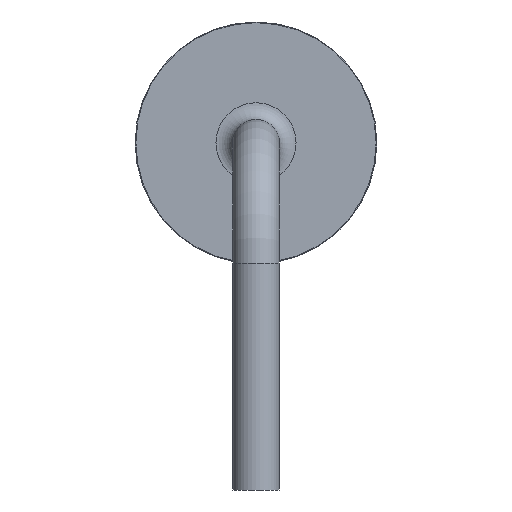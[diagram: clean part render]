
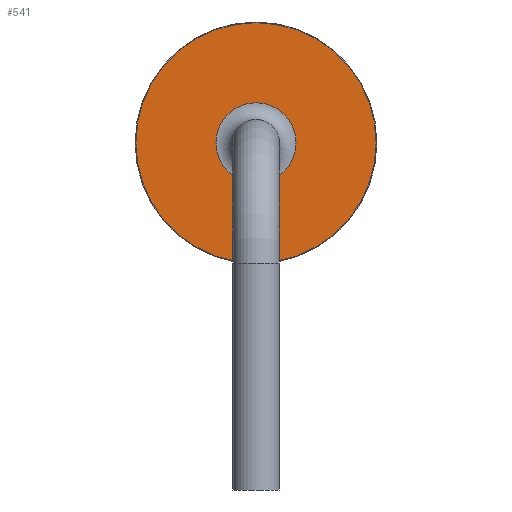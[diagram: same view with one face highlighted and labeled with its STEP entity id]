
A CAD part, left-side view. The second image highlights one B-rep face of the part: STEP entity #541.
In plain terms, the highlighted planar face has unit normal (-1, 0, 0).
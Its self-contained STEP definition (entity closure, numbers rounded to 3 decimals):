
#520 = EDGE_CURVE('',#521,#521,#523,.T.);
#521 = VERTEX_POINT('',#522);
#522 = CARTESIAN_POINT('',(-4.75,1.8,0.));
#523 = CIRCLE('',#524,1.8);
#524 = AXIS2_PLACEMENT_3D('',#525,#526,#527);
#525 = CARTESIAN_POINT('',(-4.75,0.,0.));
#526 = DIRECTION('',(1.,0.,0.));
#527 = DIRECTION('',(0.,1.,0.));
#541 = ADVANCED_FACE('',(#542,#553),#556,.F.);
#542 = FACE_BOUND('',#543,.F.);
#543 = EDGE_LOOP('',(#544));
#544 = ORIENTED_EDGE('',*,*,#545,.T.);
#545 = EDGE_CURVE('',#546,#546,#548,.T.);
#546 = VERTEX_POINT('',#547);
#547 = CARTESIAN_POINT('',(-4.75,0.6,0.));
#548 = CIRCLE('',#549,0.6);
#549 = AXIS2_PLACEMENT_3D('',#550,#551,#552);
#550 = CARTESIAN_POINT('',(-4.75,0.,
    0.));
#551 = DIRECTION('',(-1.,0.,0.));
#552 = DIRECTION('',(0.,1.,0.));
#553 = FACE_BOUND('',#554,.F.);
#554 = EDGE_LOOP('',(#555));
#555 = ORIENTED_EDGE('',*,*,#520,.T.);
#556 = PLANE('',#557);
#557 = AXIS2_PLACEMENT_3D('',#558,#559,#560);
#558 = CARTESIAN_POINT('',(-4.75,0.,0.
    ));
#559 = DIRECTION('',(1.,0.,0.));
#560 = DIRECTION('',(0.,0.,1.));
